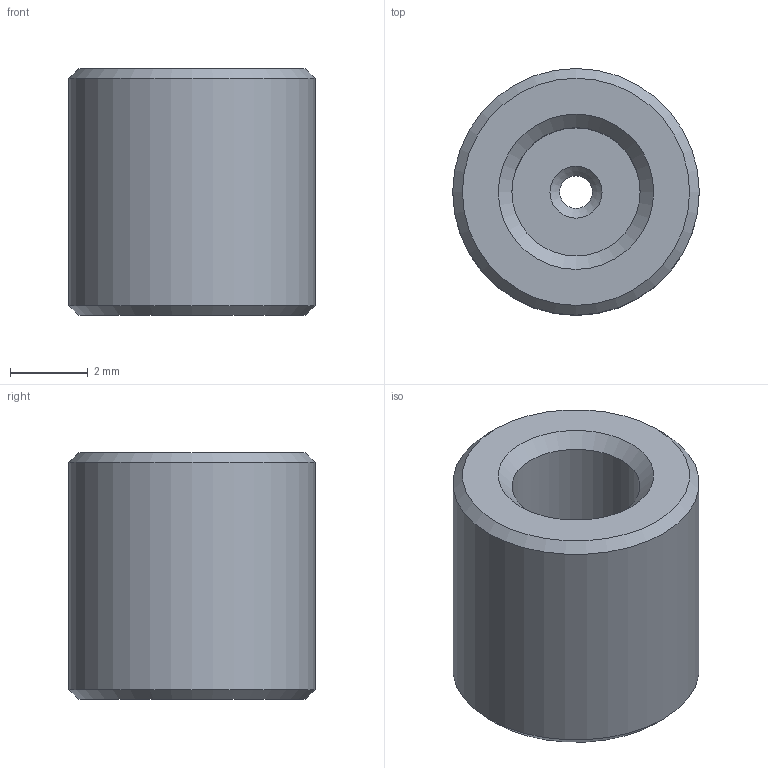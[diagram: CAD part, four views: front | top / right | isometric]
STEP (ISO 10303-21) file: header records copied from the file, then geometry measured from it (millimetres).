
FILE_DESCRIPTION((''),'2;1');
FILE_NAME('446829.stp','2008-08-07T17:25:38',('Franzp'),(''),'Autodesk Inventor 2008','Autodesk Inventor 2008','');
FILE_SCHEMA(('AUTOMOTIVE_DESIGN { 1 0 10303 214 1 1 1 1 }'));
Length unit declared in the file: millimetre
Products named in the file (1): 446829
Bounding box: 6.35 x 6.35 x 6.35 mm (x, y, z)
Volume: 156.8 mm3; surface area: 234.4 mm2
Topology: 1 solids, 1 shells, 11 faces, 19 edges, 11 vertices
Faces by surface type: cone 4, bspline 4, plane 2, cylinder 1
Full cylindrical faces by diameter (mm): 6.35 x1
Entity records: 303 total; most frequent: CARTESIAN_POINT 88, DIRECTION 38, ORIENTED_EDGE 22, EDGE_LOOP 22, AXIS2_PLACEMENT_3D 19, VERTEX_POINT 11, CIRCLE 11, EDGE_CURVE 11
